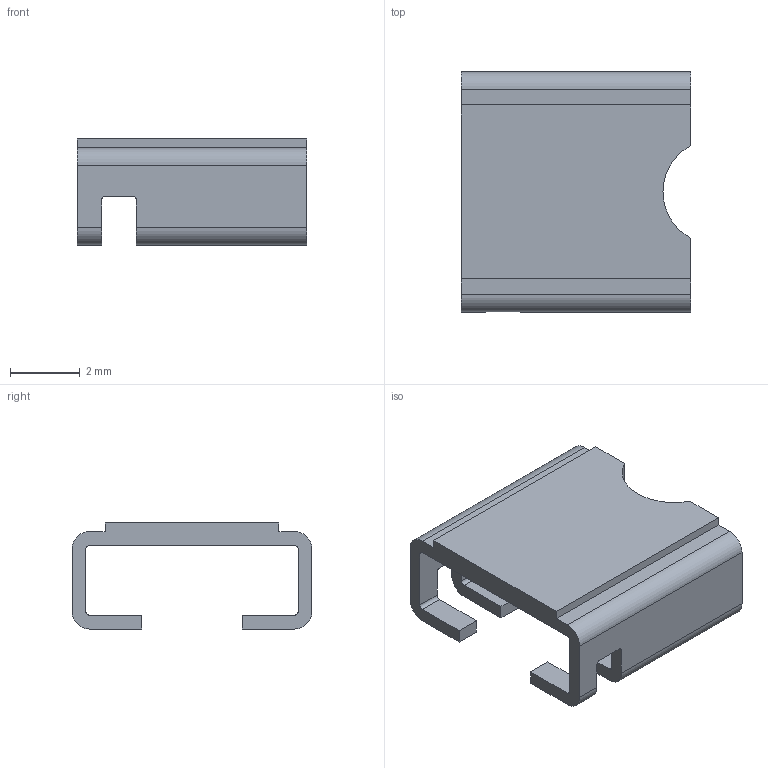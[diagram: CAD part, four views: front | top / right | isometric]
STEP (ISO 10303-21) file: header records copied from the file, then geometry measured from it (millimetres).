
FILE_DESCRIPTION(('STEP AP214'),'1');
FILE_NAME('.stp','2020-05-29T07:21:39',(' '),(' '),'Spatial InterOp 3D',' ',' ');
FILE_SCHEMA(('AUTOMOTIVE_DESIGN { 1 0 10303 214 1 1 1 1 }'));
Length unit declared in the file: metre
Products named in the file (1): ｿﾘｯﾄﾞ1
Bounding box: 6.6 x 6.9 x 3.05 mm (x, y, z)
Volume: 42.9 mm3; surface area: 202.9 mm2
Topology: 1 solids, 1 shells, 49 faces, 141 edges, 94 vertices
Faces by surface type: plane 31, cylinder 18
Entity records: 2028 total; most frequent: CARTESIAN_POINT 285, ORIENTED_EDGE 282, DIRECTION 277, EDGE_CURVE 141, LINE 105, VECTOR 105, VERTEX_POINT 94, AXIS2_PLACEMENT_3D 86
